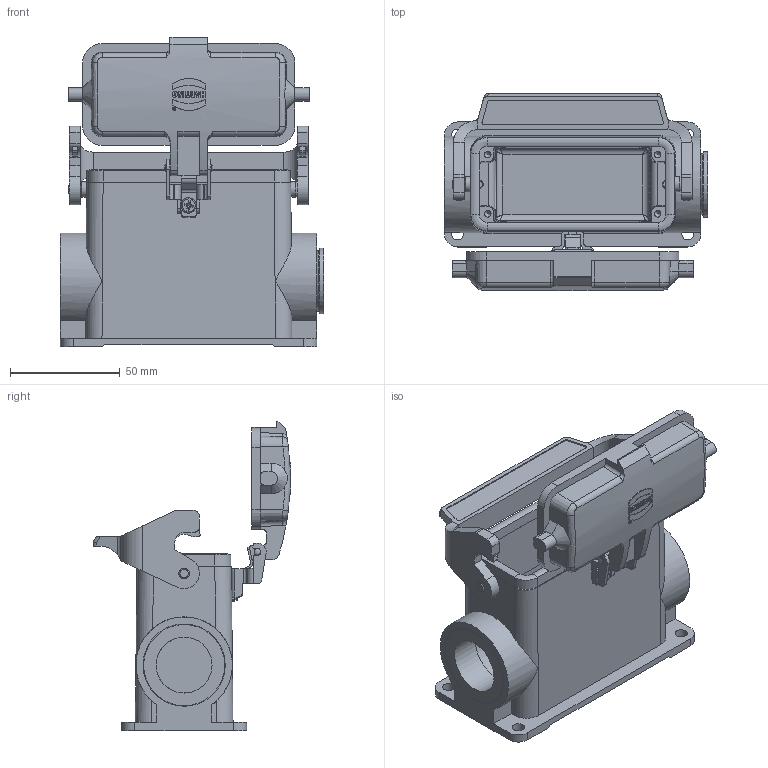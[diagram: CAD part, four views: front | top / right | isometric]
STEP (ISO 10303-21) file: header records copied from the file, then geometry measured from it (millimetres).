
FILE_DESCRIPTION((''),'2;1');
FILE_NAME('05300162270.stp','2020-07-09T12:52:48',('e.eickhoff'),(''),'Autodesk Inventor 2012','Autodesk Inventor 2012','');
FILE_SCHEMA(('AUTOMOTIVE_DESIGN { 1 0 10303 214 1 1 1 1 }'));
Length unit declared in the file: millimetre
Products named in the file (4): 05300162270; M25-PG29 Adapter; KBRM25
Assembly tree (4 placements, depth 2):
  05300162270
    05300162270
    M25-PG29 Adapter  x2
    KBRM25
Bounding box: 120 x 90.18 x 141.28 mm (x, y, z)
Volume: 184628.4 mm3; surface area: 96305.3 mm2
Topology: 6 solids, 6 shells, 682 faces, 1844 edges, 1201 vertices
Faces by surface type: plane 396, cylinder 209, cone 37, bspline 28, torus 10, sphere 2
Full cylindrical faces by diameter (mm): 1.006 x1, 1.477 x1, 3 x6, 4 x2, 4.8 x2, 5.6 x4, 7 x3, 25.5 x3, 28 x1, 30 x1, 32 x2, 37 x2, 37.5 x2
Entity records: 23108 total; most frequent: CARTESIAN_POINT 5489, ORIENTED_EDGE 3530, DIRECTION 3524, EDGE_CURVE 1765, AXIS2_PLACEMENT_3D 1196, VERTEX_POINT 1171, VECTOR 1132, LINE 1132
